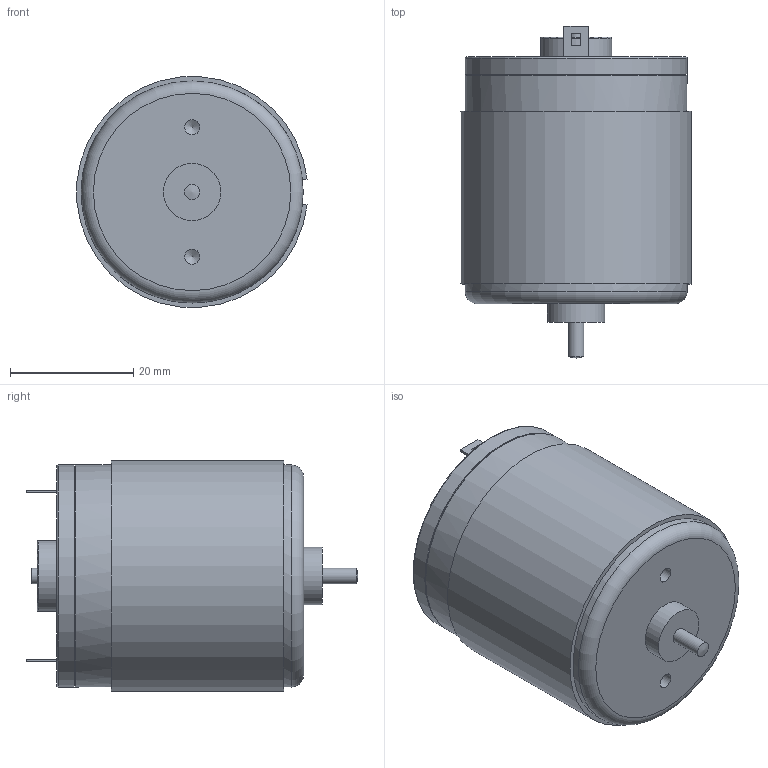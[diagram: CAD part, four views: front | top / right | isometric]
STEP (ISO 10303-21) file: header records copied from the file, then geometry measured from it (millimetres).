
FILE_DESCRIPTION((''),'2;1');
FILE_NAME('TP-3640B.STP','2013-06-14T14:08:24',('SSEGAWA'),(''),'Autodesk Inventor 2010','Autodesk Inventor 2010','');
FILE_SCHEMA(('CONFIG_CONTROL_DESIGN'));
Length unit declared in the file: millimetre
Products named in the file (1): tp_3640
Bounding box: 37.31 x 53.8 x 37.4 mm (x, y, z)
Volume: 43510.2 mm3; surface area: 7206.6 mm2
Topology: 1 solids, 1 shells, 48 faces, 110 edges, 73 vertices
Faces by surface type: plane 26, cylinder 9, bspline 9, torus 3, cone 1
Full cylindrical faces by diameter (mm): 2.5 x2, 4.5 x1, 9.3 x1, 11.5 x1, 35.6 x1, 36 x2
Entity records: 1278 total; most frequent: CARTESIAN_POINT 285, DIRECTION 192, ORIENTED_EDGE 168, EDGE_CURVE 84, EDGE_LOOP 78, AXIS2_PLACEMENT_3D 68, VERTEX_POINT 64, VECTOR 56
